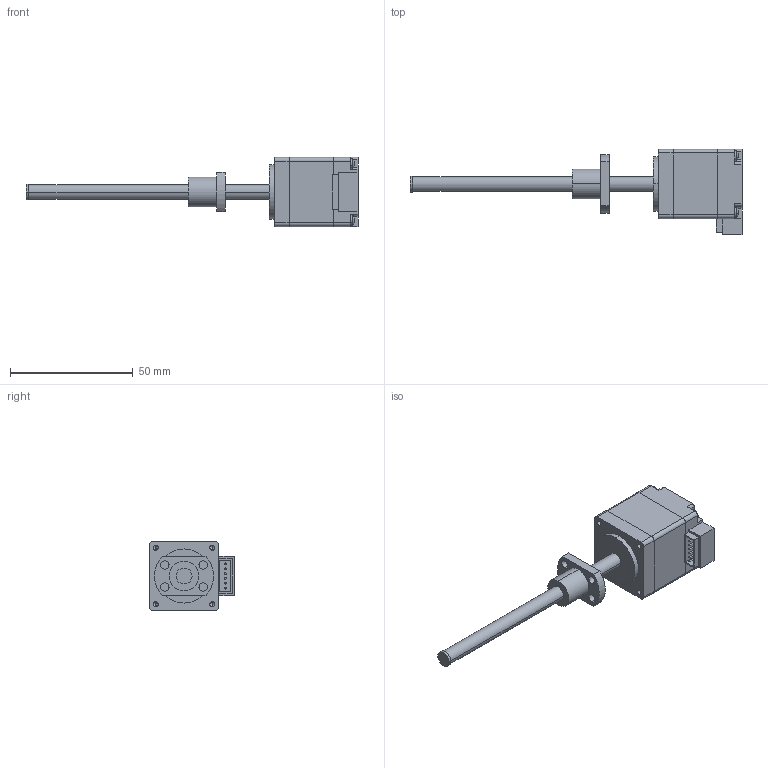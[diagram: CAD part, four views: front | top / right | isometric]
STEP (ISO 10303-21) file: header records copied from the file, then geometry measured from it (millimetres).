
FILE_DESCRIPTION (( 'STEP AP214' ), '1' );
FILE_NAME ('11HY34-LE100-BG0601.STEP', '2025-05-17T14:31:31', ( '' ), ( '' ), 'SwSTEP 2.0', 'SolidWorks 2020', '' );
FILE_SCHEMA (( 'AUTOMOTIVE_DESIGN' ));
Length unit declared in the file: millimetre
Products named in the file (6): 萇儂; 蹟裝; 11HY34-LE100-BG0601; M2X10_M2X10; BG0601; 阨す脣芛-11HY
Assembly tree (8 placements, depth 2):
  11HY34-LE100-BG0601
    萇儂
    蹟裝
    M2X10_M2X10  x4
    阨す脣芛-11HY
    BG0601
Bounding box: 135 x 34.7 x 28.2 mm (x, y, z)
Volume: 32957.6 mm3; surface area: 14012.2 mm2
Topology: 11 solids, 11 shells, 242 faces, 608 edges, 398 vertices
Faces by surface type: plane 122, cylinder 102, cone 10, sphere 8
Entity records: 5415 total; most frequent: DIRECTION 918, CARTESIAN_POINT 890, ORIENTED_EDGE 804, EDGE_CURVE 402, AXIS2_PLACEMENT_3D 350, VERTEX_POINT 266, LINE 218, VECTOR 218
